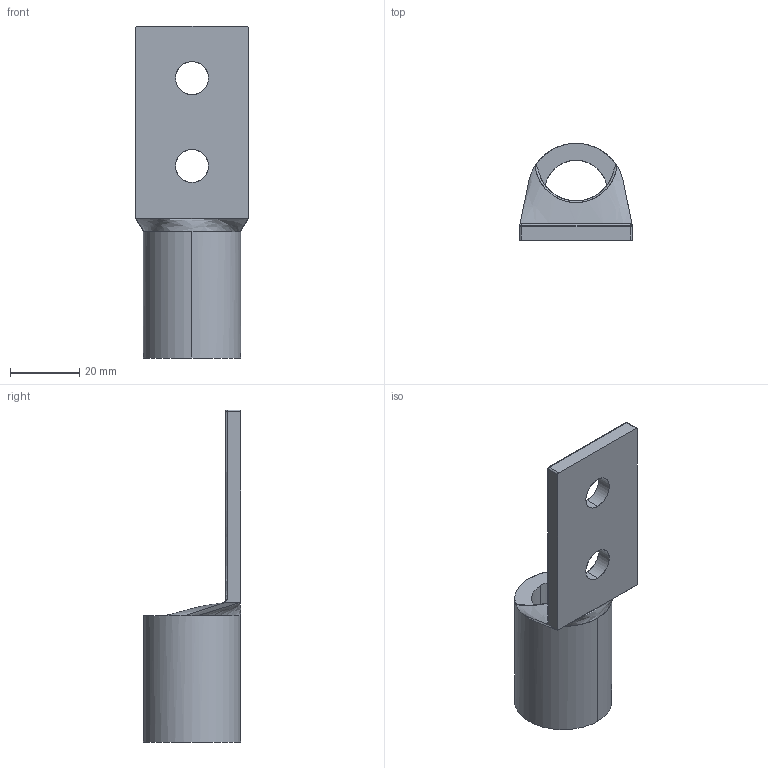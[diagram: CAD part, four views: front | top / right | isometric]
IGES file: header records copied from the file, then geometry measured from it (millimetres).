
Start section: SolidWorks IGES file using analytic representation for surfaces
Global section: file name: B00B5NMRG6.3D.IGS; native system: SolidWorks 2012; preprocessor: SolidWorks 2012; author: AE26; date: 131205.181945; units: inch
Bounding box: 32.51 x 28.07 x 96.01 mm (x, y, z)
Surface area: 10571 mm2 (no closed solid volume)
Topology: 0 solids, 0 shells, 116 faces, 1117 edges, 1115 vertices
Faces by surface type: bspline 98, revolution 18
